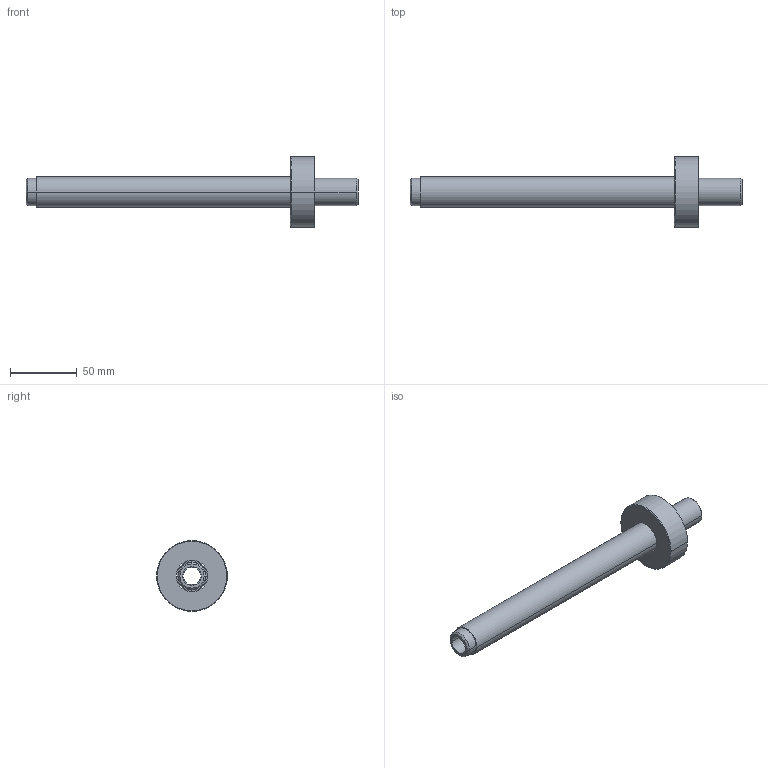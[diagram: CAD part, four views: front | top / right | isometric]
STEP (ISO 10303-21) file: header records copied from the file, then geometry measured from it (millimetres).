
FILE_DESCRIPTION((''),'2;1');
FILE_NAME('A2SR0160_ASM','2020-07-28T',('Administrator'),(''),'PRO/ENGINEER BY PARAMETRIC TECHNOLOGY CORPORATION, 2009360','PRO/ENGINEER BY PARAMETRIC TECHNOLOGY CORPORATION, 2009360','');
FILE_SCHEMA(('AUTOMOTIVE_DESIGN_CC2 { 1 2 10303 214 -1 1 5 2 }'));
Length unit declared in the file: millimetre
Products named in the file (6): G1238; N0369; GC1227_ASM; N0095; F0030; A2SR0160_ASM
Assembly tree (5 placements, depth 3):
  A2SR0160_ASM
    GC1227_ASM
      G1238
      N0369
    N0095
    F0030
Bounding box: 248.6 x 53 x 53 mm (x, y, z)
Volume: 45402.9 mm3; surface area: 44315.8 mm2
Topology: 4 solids, 4 shells, 84 faces, 186 edges, 120 vertices
Faces by surface type: cylinder 42, plane 30, cone 10, torus 2
Entity records: 2611 total; most frequent: DIRECTION 478, CARTESIAN_POINT 403, ORIENTED_EDGE 372, AXIS2_PLACEMENT_3D 195, EDGE_CURVE 186, VERTEX_POINT 120, COLOUR_RGB 109, EDGE_LOOP 102
